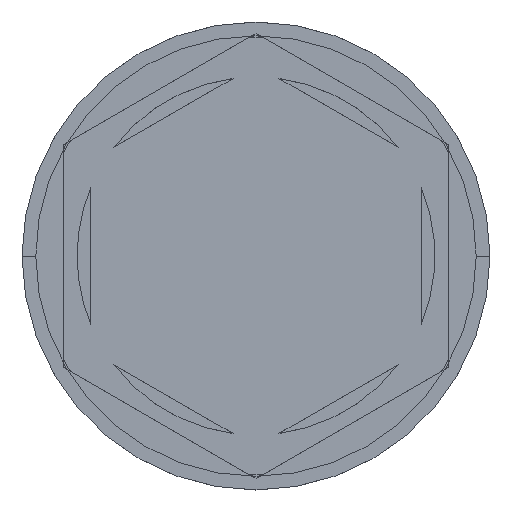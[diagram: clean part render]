
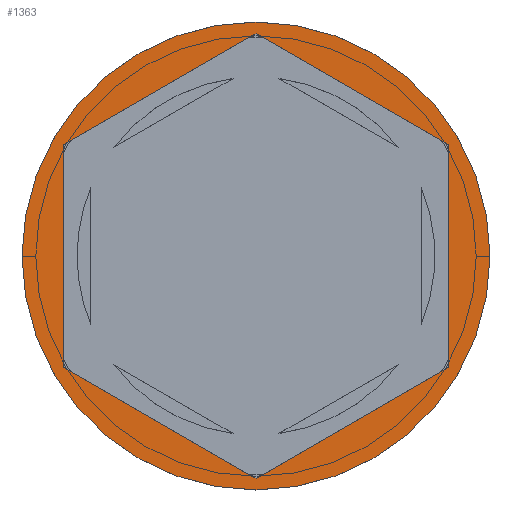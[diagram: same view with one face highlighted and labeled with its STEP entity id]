
A CAD part, top view. The second image highlights one B-rep face of the part: STEP entity #1363.
In plain terms, the highlighted planar face has unit normal (0, 0, 1).
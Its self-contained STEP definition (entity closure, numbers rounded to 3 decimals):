
#21 = CARTESIAN_POINT ( 'NONE',  ( 7., -4.041, 0. ) ) ;
#74 = ORIENTED_EDGE ( 'NONE', *, *, #2135, .T. ) ;
#75 = ORIENTED_EDGE ( 'NONE', *, *, #1610, .F. ) ;
#80 = PLANE ( 'NONE',  #1719 ) ;
#92 = FACE_BOUND ( 'NONE', #1549, .T. ) ;
#103 = ORIENTED_EDGE ( 'NONE', *, *, #276, .F. ) ;
#126 = CARTESIAN_POINT ( 'NONE',  ( -8.5, 0., 0. ) ) ;
#140 = VERTEX_POINT ( 'NONE', #1505 ) ;
#153 = DIRECTION ( 'NONE',  ( -0.866, 0.5, 0. ) ) ;
#198 = CIRCLE ( 'NONE', #1396, 8.5 ) ;
#211 = EDGE_CURVE ( 'NONE', #1540, #140, #2195, .T. ) ;
#234 = VERTEX_POINT ( 'NONE', #1450 ) ;
#250 = ORIENTED_EDGE ( 'NONE', *, *, #211, .F. ) ;
#276 = EDGE_CURVE ( 'NONE', #2009, #2396, #723, .T. ) ;
#408 = EDGE_CURVE ( 'NONE', #1943, #648, #2116, .T. ) ;
#516 = CARTESIAN_POINT ( 'NONE',  ( 0., -8.083, 0. ) ) ;
#522 = CARTESIAN_POINT ( 'NONE',  ( -7., 4.041, 0. ) ) ;
#524 = ORIENTED_EDGE ( 'NONE', *, *, #1574, .F. ) ;
#627 = EDGE_CURVE ( 'NONE', #234, #2009, #1788, .T. ) ;
#648 = VERTEX_POINT ( 'NONE', #126 ) ;
#723 = LINE ( 'NONE', #2404, #1058 ) ;
#738 = DIRECTION ( 'NONE',  ( 0.866, 0.5, 0. ) ) ;
#842 = LINE ( 'NONE', #1424, #1952 ) ;
#844 = EDGE_CURVE ( 'NONE', #2396, #1540, #2017, .T. ) ;
#851 = DIRECTION ( 'NONE',  ( 0., -1., 0. ) ) ;
#928 = VECTOR ( 'NONE', #1441, 1000. ) ;
#966 = DIRECTION ( 'NONE',  ( 0., 0., 1. ) ) ;
#979 = CARTESIAN_POINT ( 'NONE',  ( 0., 0., 0. ) ) ;
#1058 = VECTOR ( 'NONE', #738, 1000. ) ;
#1083 = VECTOR ( 'NONE', #851, 1000. ) ;
#1145 = DIRECTION ( 'NONE',  ( 0., 0., 1. ) ) ;
#1148 = VERTEX_POINT ( 'NONE', #522 ) ;
#1149 = ORIENTED_EDGE ( 'NONE', *, *, #844, .F. ) ;
#1205 = CARTESIAN_POINT ( 'NONE',  ( 0., 0., 0. ) ) ;
#1220 = VECTOR ( 'NONE', #153, 1000. ) ;
#1224 = ORIENTED_EDGE ( 'NONE', *, *, #627, .F. ) ;
#1244 = DIRECTION ( 'NONE',  ( -0.866, -0.5, 0. ) ) ;
#1249 = EDGE_LOOP ( 'NONE', ( #2063, #74 ) ) ;
#1336 = CARTESIAN_POINT ( 'NONE',  ( 7., -4.041, 0. ) ) ;
#1360 = VECTOR ( 'NONE', #2083, 1000. ) ;
#1363 = ADVANCED_FACE ( 'NONE', ( #92, #2084 ), #80, .T. ) ;
#1394 = LINE ( 'NONE', #1777, #1083 ) ;
#1396 = AXIS2_PLACEMENT_3D ( 'NONE', #979, #1145, #1892 ) ;
#1424 = CARTESIAN_POINT ( 'NONE',  ( 0., 8.083, 0. ) ) ;
#1441 = DIRECTION ( 'NONE',  ( 0.866, -0.5, 0. ) ) ;
#1450 = CARTESIAN_POINT ( 'NONE',  ( -7., -4.041, 0. ) ) ;
#1456 = DIRECTION ( 'NONE',  ( 1., 0., 0. ) ) ;
#1505 = CARTESIAN_POINT ( 'NONE',  ( 0., 8.083, 0. ) ) ;
#1522 = DIRECTION ( 'NONE',  ( 0., 0., 1. ) ) ;
#1540 = VERTEX_POINT ( 'NONE', #2347 ) ;
#1549 = EDGE_LOOP ( 'NONE', ( #250, #1149, #103, #1224, #75, #524 ) ) ;
#1574 = EDGE_CURVE ( 'NONE', #140, #1148, #842, .T. ) ;
#1610 = EDGE_CURVE ( 'NONE', #1148, #234, #1394, .T. ) ;
#1719 = AXIS2_PLACEMENT_3D ( 'NONE', #1205, #1522, #1900 ) ;
#1777 = CARTESIAN_POINT ( 'NONE',  ( -7., 4.041, 0. ) ) ;
#1788 = LINE ( 'NONE', #1996, #928 ) ;
#1892 = DIRECTION ( 'NONE',  ( 1., 0., 0. ) ) ;
#1900 = DIRECTION ( 'NONE',  ( 1., 0., 0. ) ) ;
#1943 = VERTEX_POINT ( 'NONE', #2382 ) ;
#1952 = VECTOR ( 'NONE', #1244, 1000. ) ;
#1996 = CARTESIAN_POINT ( 'NONE',  ( -7., -4.041, 0. ) ) ;
#2009 = VERTEX_POINT ( 'NONE', #516 ) ;
#2017 = LINE ( 'NONE', #1336, #1360 ) ;
#2038 = CARTESIAN_POINT ( 'NONE',  ( 0., 0., 0. ) ) ;
#2054 = CARTESIAN_POINT ( 'NONE',  ( 7., 4.041, 0. ) ) ;
#2063 = ORIENTED_EDGE ( 'NONE', *, *, #408, .T. ) ;
#2083 = DIRECTION ( 'NONE',  ( 0., 1., 0. ) ) ;
#2084 = FACE_OUTER_BOUND ( 'NONE', #1249, .T. ) ;
#2116 = CIRCLE ( 'NONE', #2235, 8.5 ) ;
#2135 = EDGE_CURVE ( 'NONE', #648, #1943, #198, .T. ) ;
#2195 = LINE ( 'NONE', #2054, #1220 ) ;
#2235 = AXIS2_PLACEMENT_3D ( 'NONE', #2038, #966, #1456 ) ;
#2347 = CARTESIAN_POINT ( 'NONE',  ( 7., 4.041, 0. ) ) ;
#2382 = CARTESIAN_POINT ( 'NONE',  ( 8.5, 0., 0. ) ) ;
#2396 = VERTEX_POINT ( 'NONE', #21 ) ;
#2404 = CARTESIAN_POINT ( 'NONE',  ( 0., -8.083, 0. ) ) ;
